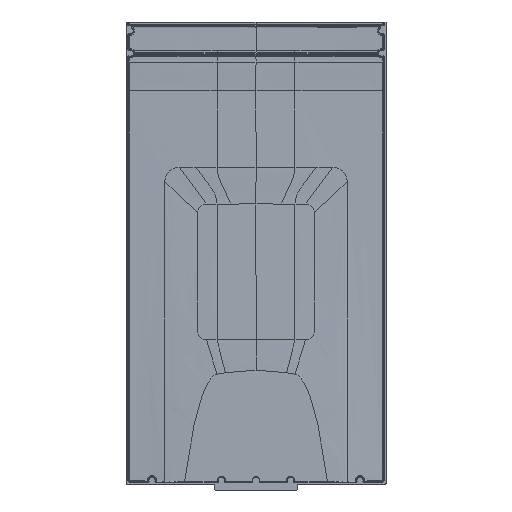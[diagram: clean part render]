
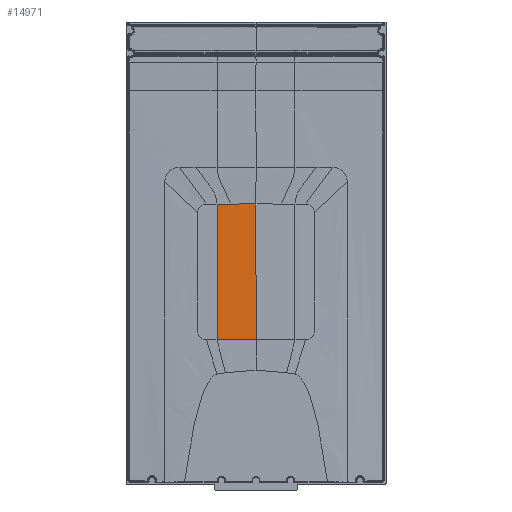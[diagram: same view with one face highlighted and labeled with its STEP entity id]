
A CAD part, front view. The second image highlights one B-rep face of the part: STEP entity #14971.
In plain terms, the highlighted free-form (B-spline) face has degree [3, 3] with [4, 4] control points.
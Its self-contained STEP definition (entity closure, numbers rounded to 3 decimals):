
#3815=CARTESIAN_POINT('',(0.,-27.666,
500.));
#3816=CARTESIAN_POINT('',(0.,-25.681,
656.667));
#3817=CARTESIAN_POINT('',(0.,-23.696,
813.334));
#3818=CARTESIAN_POINT('',(0.,-21.712,
970.001));
#3820=CARTESIAN_POINT('',(0.,-27.666,
500.));
#3821=CARTESIAN_POINT('',(-1.01,-27.666,
500.));
#3822=CARTESIAN_POINT('',(-2.02,-27.666,
500.));
#3823=CARTESIAN_POINT('',(-3.03,-27.666,
500.));
#3825=CARTESIAN_POINT('',(-3.03,-27.666,
500.));
#3826=CARTESIAN_POINT('',(-3.039,-27.666,
500.005));
#3827=CARTESIAN_POINT('',(-3.061,-27.666,
500.009));
#3828=CARTESIAN_POINT('',(-3.081,-27.666,
500.004));
#3829=CARTESIAN_POINT('',(-3.096,-27.666,
499.999));
#3831=CARTESIAN_POINT('',(-134.908,-27.411,
500.001));
#3832=CARTESIAN_POINT('',(-90.98,-27.568,
499.996));
#3833=CARTESIAN_POINT('',(-47.035,-27.662,
499.999));
#3834=CARTESIAN_POINT('',(-3.096,-27.666,
499.999));
#3836=CARTESIAN_POINT('',(-134.908,-27.411,
500.001));
#3837=CARTESIAN_POINT('',(-134.907,-25.316,
656.668));
#3838=CARTESIAN_POINT('',(-134.905,-23.222,
813.337));
#3839=CARTESIAN_POINT('',(-134.889,-21.205,
969.999));
#3841=CARTESIAN_POINT('',(-134.889,-21.205,
969.999));
#3842=CARTESIAN_POINT('',(-119.286,-21.316,
970.));
#3843=CARTESIAN_POINT('',(-103.682,-21.411,
969.999));
#3844=CARTESIAN_POINT('',(-88.076,-21.488,
970.));
#3846=CARTESIAN_POINT('',(-88.076,-21.488,
970.));
#3847=CARTESIAN_POINT('',(-58.72,-21.632,
970.));
#3848=CARTESIAN_POINT('',(-29.36,-21.712,
970.001));
#3849=CARTESIAN_POINT('',(0.,-21.712,
970.001));
#3996=CARTESIAN_POINT('',(-134.889,-21.205,
969.999));
#4001=CARTESIAN_POINT('',(-134.908,-27.411,
500.001));
#6085=VERTEX_POINT('',#3815);
#6086=VERTEX_POINT('',#3818);
#6111=VERTEX_POINT('',#3996);
#6113=VERTEX_POINT('',#4001);
#6115=VERTEX_POINT('',#3844);
#6116=VERTEX_POINT('',#3825);
#6117=VERTEX_POINT('',#3829);
#14942=CARTESIAN_POINT('',(-136.237,-21.135,
974.699));
#14943=CARTESIAN_POINT('',(-89.937,-21.468,
974.699));
#14944=CARTESIAN_POINT('',(-43.619,-21.66,
974.701));
#14945=CARTESIAN_POINT('',(2.698,-21.652,
974.701));
#14946=CARTESIAN_POINT('',(-136.254,-23.191,
814.903));
#14947=CARTESIAN_POINT('',(-89.948,-23.504,
814.9));
#14948=CARTESIAN_POINT('',(-43.624,-23.684,
814.9));
#14949=CARTESIAN_POINT('',(2.698,-23.676,
814.9));
#14950=CARTESIAN_POINT('',(-136.255,-25.33,
655.105));
#14951=CARTESIAN_POINT('',(-89.948,-25.569,
655.101));
#14952=CARTESIAN_POINT('',(-43.624,-25.707,
655.099));
#14953=CARTESIAN_POINT('',(2.698,-25.701,
655.099));
#14954=CARTESIAN_POINT('',(-136.257,-27.468,
495.306));
#14955=CARTESIAN_POINT('',(-89.947,-27.634,
495.3));
#14956=CARTESIAN_POINT('',(-43.624,-27.73,
495.298));
#14957=CARTESIAN_POINT('',(2.698,-27.726,
495.298));
#14958=B_SPLINE_SURFACE_WITH_KNOTS('',3,3,((#14942,#14943,#14944,#14945),
(#14946,#14947,#14948,#14949),(#14950,#14951,#14952,#14953),(#14954,#14955,
#14956,#14957)),.UNSPECIFIED.,.F.,.F.,.F.,(4,4),(4,4),(0.35,
0.67),(0.348,0.503),.UNSPECIFIED.);
#14960=ORIENTED_EDGE('',*,*,#14959,.F.);
#14961=ORIENTED_EDGE('',*,*,#13985,.T.);
#14962=ORIENTED_EDGE('',*,*,#13983,.T.);
#14963=ORIENTED_EDGE('',*,*,#13981,.F.);
#14965=ORIENTED_EDGE('',*,*,#14964,.T.);
#14966=ORIENTED_EDGE('',*,*,#14932,.T.);
#14968=ORIENTED_EDGE('',*,*,#14967,.T.);
#14969=EDGE_LOOP('',(#14960,#14961,#14962,#14963,#14965,#14966,#14968));
#14970=FACE_OUTER_BOUND('',#14969,.F.);
#14971=ADVANCED_FACE('',(#14970),#14958,.T.);
#3819=B_SPLINE_CURVE_WITH_KNOTS('',3,(#3815,#3816,#3817,#3818),.UNSPECIFIED.,
.F.,.F.,(4,4),(0.,1.),.UNSPECIFIED.);
#3824=B_SPLINE_CURVE_WITH_KNOTS('',3,(#3820,#3821,#3822,#3823),.UNSPECIFIED.,
.F.,.F.,(4,4),(0.,1.),.UNSPECIFIED.);
#3830=B_SPLINE_CURVE_WITH_KNOTS('',3,(#3825,#3826,#3827,#3828,#3829),
.UNSPECIFIED.,.F.,.F.,(4,1,4),(0.,0.5,1.),.UNSPECIFIED.);
#3835=B_SPLINE_CURVE_WITH_KNOTS('',3,(#3831,#3832,#3833,#3834),.UNSPECIFIED.,
.F.,.F.,(4,4),(0.,1.),.UNSPECIFIED.);
#3840=B_SPLINE_CURVE_WITH_KNOTS('',3,(#3836,#3837,#3838,#3839),.UNSPECIFIED.,
.F.,.F.,(4,4),(0.,1.),.UNSPECIFIED.);
#3845=B_SPLINE_CURVE_WITH_KNOTS('',3,(#3841,#3842,#3843,#3844),.UNSPECIFIED.,
.F.,.F.,(4,4),(0.,1.),.UNSPECIFIED.);
#3850=B_SPLINE_CURVE_WITH_KNOTS('',3,(#3846,#3847,#3848,#3849),.UNSPECIFIED.,
.F.,.F.,(4,4),(0.,1.),.UNSPECIFIED.);
#13981=EDGE_CURVE('',#6113,#6117,#3835,.T.);
#13983=EDGE_CURVE('',#6116,#6117,#3830,.T.);
#13985=EDGE_CURVE('',#6085,#6116,#3824,.T.);
#14932=EDGE_CURVE('',#6111,#6115,#3845,.T.);
#14959=EDGE_CURVE('',#6085,#6086,#3819,.T.);
#14964=EDGE_CURVE('',#6113,#6111,#3840,.T.);
#14967=EDGE_CURVE('',#6115,#6086,#3850,.T.);
